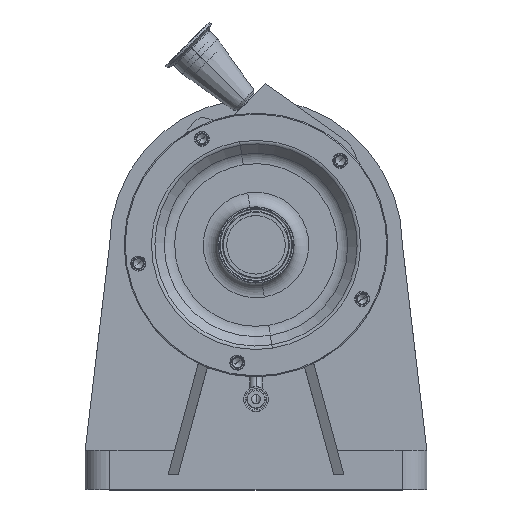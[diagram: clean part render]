
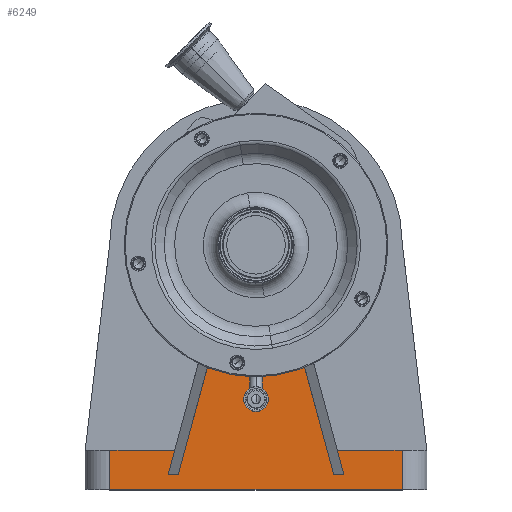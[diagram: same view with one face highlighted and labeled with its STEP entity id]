
A CAD part, top view. The second image highlights one B-rep face of the part: STEP entity #6249.
In plain terms, the highlighted planar face has unit normal (0, 0, 1).
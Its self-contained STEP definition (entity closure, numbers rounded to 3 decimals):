
#416 = VERTEX_POINT ( 'NONE', #6183 ) ;
#588 = VECTOR ( 'NONE', #10334, 1000. ) ;
#638 = DIRECTION ( 'NONE',  ( 0., 0., -1. ) ) ;
#769 = DIRECTION ( 'NONE',  ( 1., 0., 0. ) ) ;
#908 = EDGE_CURVE ( 'NONE', #10545, #1340, #1908, .T. ) ;
#1234 = CARTESIAN_POINT ( 'NONE',  ( 80.35, 12.377, -80. ) ) ;
#1317 = CARTESIAN_POINT ( 'NONE',  ( -40.6, 158.613, -80. ) ) ;
#1340 = VERTEX_POINT ( 'NONE', #3782 ) ;
#1782 = VECTOR ( 'NONE', #4978, 1000. ) ;
#1803 = CARTESIAN_POINT ( 'NONE',  ( 149.6, 40., -80. ) ) ;
#1908 = LINE ( 'NONE', #5635, #4031 ) ;
#2137 = EDGE_CURVE ( 'NONE', #8712, #2720, #7970, .T. ) ;
#2157 = CARTESIAN_POINT ( 'NONE',  ( 90., 15., -80. ) ) ;
#2184 = EDGE_CURVE ( 'NONE', #10862, #8712, #5363, .T. ) ;
#2321 = AXIS2_PLACEMENT_3D ( 'NONE', #8186, #638, #11889 ) ;
#2404 = CARTESIAN_POINT ( 'NONE',  ( -40.6, 158.613, -80. ) ) ;
#2720 = VERTEX_POINT ( 'NONE', #4148 ) ;
#2727 = CARTESIAN_POINT ( 'NONE',  ( 149.6, 40., -80. ) ) ;
#2764 = CARTESIAN_POINT ( 'NONE',  ( 149.6, 40., -80. ) ) ;
#2830 = VECTOR ( 'NONE', #4165, 1000. ) ;
#2967 = EDGE_CURVE ( 'NONE', #11979, #9820, #9284, .T. ) ;
#3115 = CARTESIAN_POINT ( 'NONE',  ( 83.204, 40., -80. ) ) ;
#3134 = ORIENTED_EDGE ( 'NONE', *, *, #908, .T. ) ;
#3165 = CARTESIAN_POINT ( 'NONE',  ( 0., 250., -80. ) ) ;
#3303 = CARTESIAN_POINT ( 'NONE',  ( 149.6, 0., -80. ) ) ;
#3396 = PLANE ( 'NONE',  #2321 ) ;
#3596 = LINE ( 'NONE', #2764, #588 ) ;
#3673 = DIRECTION ( 'NONE',  ( 0., -1., 0. ) ) ;
#3782 = CARTESIAN_POINT ( 'NONE',  ( -83.204, 40., -80. ) ) ;
#3783 = ORIENTED_EDGE ( 'NONE', *, *, #8093, .T. ) ;
#4031 = VECTOR ( 'NONE', #4765, 1000. ) ;
#4148 = CARTESIAN_POINT ( 'NONE',  ( 149.6, 0., -80. ) ) ;
#4156 = LINE ( 'NONE', #2404, #11066 ) ;
#4165 = DIRECTION ( 'NONE',  ( 1., 0., 0. ) ) ;
#4199 = LINE ( 'NONE', #6853, #8998 ) ;
#4227 = EDGE_CURVE ( 'NONE', #10545, #8478, #9519, .T. ) ;
#4591 = VECTOR ( 'NONE', #769, 1000. ) ;
#4621 = CARTESIAN_POINT ( 'NONE',  ( -149.6, 0., -80. ) ) ;
#4748 = CARTESIAN_POINT ( 'NONE',  ( 79.637, 15., -80. ) ) ;
#4765 = DIRECTION ( 'NONE',  ( 0.262, 0.965, 0. ) ) ;
#4862 = DIRECTION ( 'NONE',  ( 1., 0., 0. ) ) ;
#4941 = DIRECTION ( 'NONE',  ( 0., 0., -1. ) ) ;
#4978 = DIRECTION ( 'NONE',  ( -0.262, 0.965, 0. ) ) ;
#5339 = EDGE_CURVE ( 'NONE', #11979, #416, #11448, .T. ) ;
#5357 = ORIENTED_EDGE ( 'NONE', *, *, #6977, .T. ) ;
#5363 = LINE ( 'NONE', #10961, #8485 ) ;
#5472 = AXIS2_PLACEMENT_3D ( 'NONE', #3165, #4941, #10748 ) ;
#5503 = CARTESIAN_POINT ( 'NONE',  ( 0., 15., -80. ) ) ;
#5609 = EDGE_CURVE ( 'NONE', #10862, #1340, #3596, .T. ) ;
#5635 = CARTESIAN_POINT ( 'NONE',  ( -67.186, 98.928, -80. ) ) ;
#6183 = CARTESIAN_POINT ( 'NONE',  ( 40.6, 158.613, -80. ) ) ;
#6249 = ADVANCED_FACE ( 'NONE', ( #9048 ), #3396, .F. ) ;
#6392 = DIRECTION ( 'NONE',  ( 1., 0., 0. ) ) ;
#6489 = VERTEX_POINT ( 'NONE', #1317 ) ;
#6539 = EDGE_LOOP ( 'NONE', ( #3783, #11326, #3134, #11142, #7663, #8209, #11549, #11959, #5357, #9875, #7736, #9524 ) ) ;
#6843 = CIRCLE ( 'NONE', #5472, 100. ) ;
#6853 = CARTESIAN_POINT ( 'NONE',  ( 87.773, 23.194, -80. ) ) ;
#6890 = EDGE_CURVE ( 'NONE', #416, #6489, #6843, .T. ) ;
#6977 = EDGE_CURVE ( 'NONE', #6983, #9820, #4199, .T. ) ;
#6983 = VERTEX_POINT ( 'NONE', #3115 ) ;
#7433 = CARTESIAN_POINT ( 'NONE',  ( -90., 15., -80. ) ) ;
#7490 = CARTESIAN_POINT ( 'NONE',  ( -149.6, 40., -80. ) ) ;
#7652 = EDGE_CURVE ( 'NONE', #8453, #2720, #10174, .T. ) ;
#7663 = ORIENTED_EDGE ( 'NONE', *, *, #2184, .T. ) ;
#7736 = ORIENTED_EDGE ( 'NONE', *, *, #5339, .T. ) ;
#7821 = VECTOR ( 'NONE', #12032, 1000. ) ;
#7829 = CARTESIAN_POINT ( 'NONE',  ( 149.6, 40., -80. ) ) ;
#7970 = LINE ( 'NONE', #3303, #2830 ) ;
#8093 = EDGE_CURVE ( 'NONE', #6489, #8478, #4156, .T. ) ;
#8186 = CARTESIAN_POINT ( 'NONE',  ( 149.6, 40., -80. ) ) ;
#8209 = ORIENTED_EDGE ( 'NONE', *, *, #2137, .T. ) ;
#8453 = VERTEX_POINT ( 'NONE', #7829 ) ;
#8478 = VERTEX_POINT ( 'NONE', #9715 ) ;
#8485 = VECTOR ( 'NONE', #3673, 1000. ) ;
#8635 = CARTESIAN_POINT ( 'NONE',  ( -90., 15., -80. ) ) ;
#8712 = VERTEX_POINT ( 'NONE', #4621 ) ;
#8811 = DIRECTION ( 'NONE',  ( 0.262, -0.965, 0. ) ) ;
#8880 = DIRECTION ( 'NONE',  ( -0.262, -0.965, 0. ) ) ;
#8998 = VECTOR ( 'NONE', #8811, 1000. ) ;
#9048 = FACE_OUTER_BOUND ( 'NONE', #6539, .T. ) ;
#9284 = LINE ( 'NONE', #5503, #4591 ) ;
#9288 = EDGE_CURVE ( 'NONE', #6983, #8453, #11074, .T. ) ;
#9519 = LINE ( 'NONE', #7433, #11687 ) ;
#9524 = ORIENTED_EDGE ( 'NONE', *, *, #6890, .T. ) ;
#9715 = CARTESIAN_POINT ( 'NONE',  ( -79.637, 15., -80. ) ) ;
#9820 = VERTEX_POINT ( 'NONE', #2157 ) ;
#9875 = ORIENTED_EDGE ( 'NONE', *, *, #2967, .F. ) ;
#10174 = LINE ( 'NONE', #1803, #7821 ) ;
#10334 = DIRECTION ( 'NONE',  ( 1., 0., 0. ) ) ;
#10545 = VERTEX_POINT ( 'NONE', #8635 ) ;
#10748 = DIRECTION ( 'NONE',  ( -1., 0., 0. ) ) ;
#10862 = VERTEX_POINT ( 'NONE', #7490 ) ;
#10961 = CARTESIAN_POINT ( 'NONE',  ( -149.6, 40., -80. ) ) ;
#11066 = VECTOR ( 'NONE', #8880, 1000. ) ;
#11074 = LINE ( 'NONE', #2727, #11317 ) ;
#11142 = ORIENTED_EDGE ( 'NONE', *, *, #5609, .F. ) ;
#11317 = VECTOR ( 'NONE', #6392, 1000. ) ;
#11326 = ORIENTED_EDGE ( 'NONE', *, *, #4227, .F. ) ;
#11448 = LINE ( 'NONE', #1234, #1782 ) ;
#11549 = ORIENTED_EDGE ( 'NONE', *, *, #7652, .F. ) ;
#11687 = VECTOR ( 'NONE', #4862, 1000. ) ;
#11889 = DIRECTION ( 'NONE',  ( -1., 0., 0. ) ) ;
#11959 = ORIENTED_EDGE ( 'NONE', *, *, #9288, .F. ) ;
#11979 = VERTEX_POINT ( 'NONE', #4748 ) ;
#12032 = DIRECTION ( 'NONE',  ( 0., -1., 0. ) ) ;
